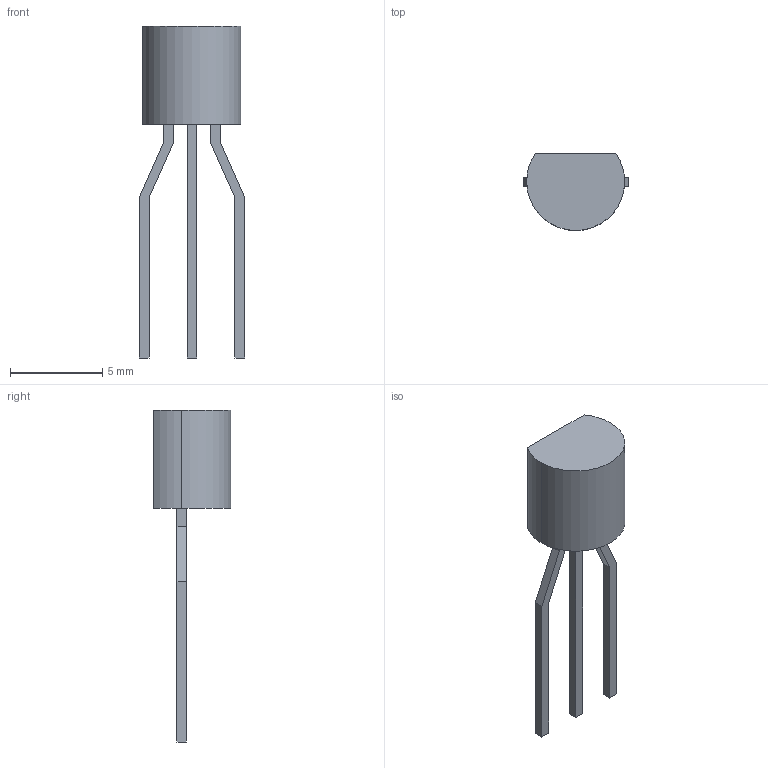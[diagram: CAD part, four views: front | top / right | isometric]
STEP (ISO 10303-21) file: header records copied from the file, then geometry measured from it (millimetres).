
FILE_DESCRIPTION (( 'STEP AP214' ), '1' );
FILE_NAME ('User Library-TO-92-4.STEP', '2013-06-15T09:31:20', ( 'Windows User' ), ( '' ), 'SwSTEP 2.0', 'SolidWorks 2013', '' );
FILE_SCHEMA (( 'AUTOMOTIVE_DESIGN' ));
Length unit declared in the file: millimetre
Products named in the file (1): User Library-TO-92-4
Bounding box: 5.74 x 4.19 x 18.03 mm (x, y, z)
Volume: 110.4 mm3; surface area: 202.5 mm2
Topology: 1 solids, 1 shells, 29 faces, 72 edges, 48 vertices
Faces by surface type: plane 26, cylinder 3
Entity records: 1205 total; most frequent: CARTESIAN_POINT 150, ORIENTED_EDGE 144, DIRECTION 138, EDGE_CURVE 72, VECTOR 66, LINE 66, VERTEX_POINT 48, AXIS2_PLACEMENT_3D 36
